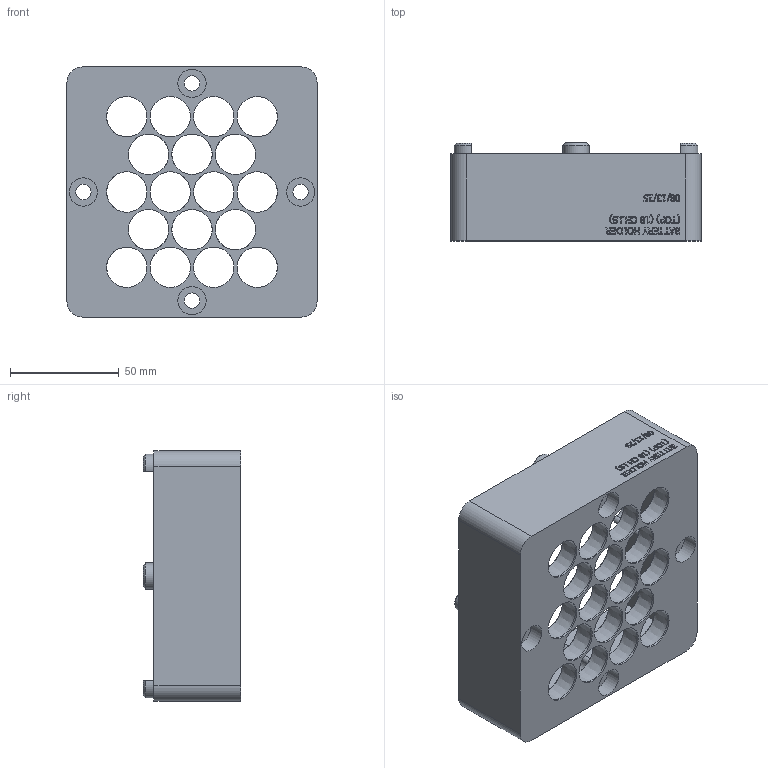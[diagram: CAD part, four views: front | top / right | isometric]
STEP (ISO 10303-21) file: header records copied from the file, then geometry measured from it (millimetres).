
FILE_DESCRIPTION(/* description */ (''),/* implementation_level */ '2;1');
FILE_NAME(/* name */ 'Battery Holder (Top) 18 Cells.stp',/* time_stamp */ '2025-08-18T10:10:08-04:00',/* author */ ('mayhe'),/* organization */ (''),/* preprocessor_version */ 'ST-DEVELOPER v20',/* originating_system */ 'Autodesk Inventor 2025',/* authorisation */ '');
FILE_SCHEMA (('AUTOMOTIVE_DESIGN { 1 0 10303 214 3 1 1 }'));
Length unit declared in the file: millimetre
Products named in the file (1): Battery Holder (Top)
Bounding box: 115 x 45 x 115 mm (x, y, z)
Volume: 192809.5 mm3; surface area: 59508 mm2
Topology: 1 solids, 1 shells, 613 faces, 1662 edges, 1100 vertices
Faces by surface type: plane 308, bspline 223, cylinder 42, cone 40
Full cylindrical faces by diameter (mm): 7.125 x4, 13 x4, 18.6 x18
Entity records: 20485 total; most frequent: CARTESIAN_POINT 6331, ORIENTED_EDGE 3324, DIRECTION 2138, EDGE_CURVE 1662, VERTEX_POINT 1100, LINE 1044, VECTOR 1044, EDGE_LOOP 706
